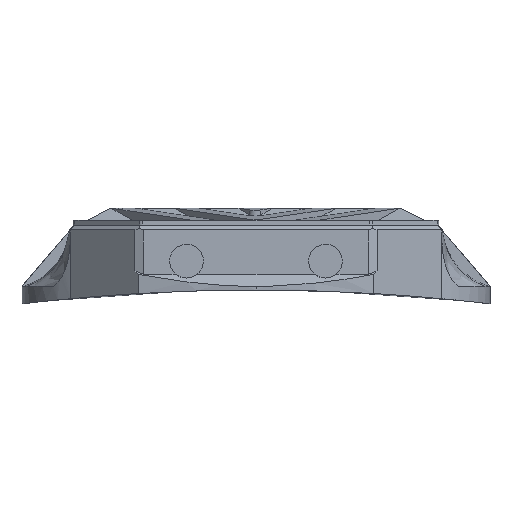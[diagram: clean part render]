
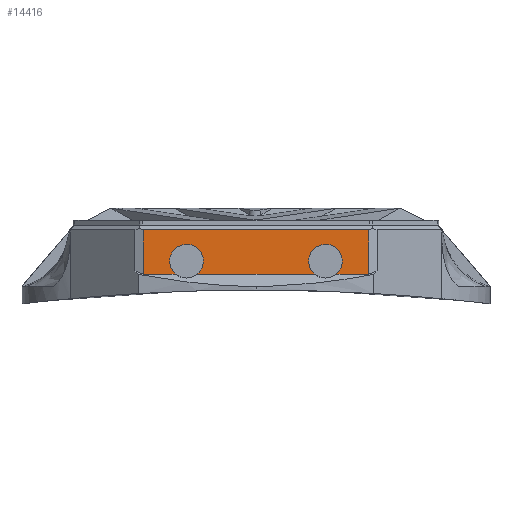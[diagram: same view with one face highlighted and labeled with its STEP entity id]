
A CAD part, front view. The second image highlights one B-rep face of the part: STEP entity #14416.
In plain terms, the highlighted planar face has unit normal (0, -1, 0).
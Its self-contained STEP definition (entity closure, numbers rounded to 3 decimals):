
#920=CIRCLE('',#15258,7.);
#921=CIRCLE('',#15259,7.);
#922=CIRCLE('',#15260,7.);
#923=CIRCLE('',#15261,7.);
#1226=FACE_OUTER_BOUND('',#2041,.T.);
#2041=EDGE_LOOP('',(#9818,#9819,#9820,#9821,#9822,#9823,#9824,#9825,#9826,
#9827));
#3037=LINE('',#19996,#4508);
#3041=LINE('',#20004,#4512);
#3042=LINE('',#20006,#4513);
#3043=LINE('',#20008,#4514);
#3044=LINE('',#20014,#4515);
#3045=LINE('',#20019,#4516);
#4508=VECTOR('',#16305,10.);
#4512=VECTOR('',#16311,10.);
#4513=VECTOR('',#16312,10.);
#4514=VECTOR('',#16313,10.);
#4515=VECTOR('',#16318,10.);
#4516=VECTOR('',#16323,10.);
#5980=VERTEX_POINT('',#19993);
#5981=VERTEX_POINT('',#19995);
#5984=VERTEX_POINT('',#20003);
#5985=VERTEX_POINT('',#20005);
#5986=VERTEX_POINT('',#20007);
#5987=VERTEX_POINT('',#20009);
#5988=VERTEX_POINT('',#20011);
#5989=VERTEX_POINT('',#20013);
#5990=VERTEX_POINT('',#20015);
#5991=VERTEX_POINT('',#20017);
#7487=EDGE_CURVE('',#5980,#5981,#3037,.T.);
#7491=EDGE_CURVE('',#5984,#5980,#3041,.T.);
#7492=EDGE_CURVE('',#5985,#5984,#3042,.T.);
#7493=EDGE_CURVE('',#5986,#5985,#3043,.T.);
#7494=EDGE_CURVE('',#5986,#5987,#920,.T.);
#7495=EDGE_CURVE('',#5987,#5988,#921,.T.);
#7496=EDGE_CURVE('',#5989,#5988,#3044,.T.);
#7497=EDGE_CURVE('',#5989,#5990,#922,.T.);
#7498=EDGE_CURVE('',#5990,#5991,#923,.T.);
#7499=EDGE_CURVE('',#5981,#5991,#3045,.T.);
#9818=ORIENTED_EDGE('',*,*,#7487,.F.);
#9819=ORIENTED_EDGE('',*,*,#7491,.F.);
#9820=ORIENTED_EDGE('',*,*,#7492,.F.);
#9821=ORIENTED_EDGE('',*,*,#7493,.F.);
#9822=ORIENTED_EDGE('',*,*,#7494,.T.);
#9823=ORIENTED_EDGE('',*,*,#7495,.T.);
#9824=ORIENTED_EDGE('',*,*,#7496,.F.);
#9825=ORIENTED_EDGE('',*,*,#7497,.T.);
#9826=ORIENTED_EDGE('',*,*,#7498,.T.);
#9827=ORIENTED_EDGE('',*,*,#7499,.F.);
#13925=PLANE('',#15257);
#14416=ADVANCED_FACE('',(#1226),#13925,.T.);
#15257=AXIS2_PLACEMENT_3D('',#20002,#16309,#16310);
#15258=AXIS2_PLACEMENT_3D('',#20010,#16314,#16315);
#15259=AXIS2_PLACEMENT_3D('',#20012,#16316,#16317);
#15260=AXIS2_PLACEMENT_3D('',#20016,#16319,#16320);
#15261=AXIS2_PLACEMENT_3D('',#20018,#16321,#16322);
#16305=DIRECTION('',(0.,0.,-1.));
#16309=DIRECTION('center_axis',(0.,-1.,0.));
#16310=DIRECTION('ref_axis',(1.,0.,0.));
#16311=DIRECTION('',(1.,0.,0.));
#16312=DIRECTION('',(0.,0.,1.));
#16313=DIRECTION('',(-1.,0.,0.));
#16314=DIRECTION('center_axis',(0.,1.,0.));
#16315=DIRECTION('ref_axis',(1.,0.,0.));
#16316=DIRECTION('center_axis',(0.,1.,0.));
#16317=DIRECTION('ref_axis',(1.,0.,0.));
#16318=DIRECTION('',(-1.,0.,0.));
#16319=DIRECTION('center_axis',(0.,1.,0.));
#16320=DIRECTION('ref_axis',(1.,0.,0.));
#16321=DIRECTION('center_axis',(0.,1.,0.));
#16322=DIRECTION('ref_axis',(1.,0.,0.));
#16323=DIRECTION('',(-1.,0.,0.));
#19993=CARTESIAN_POINT('',(154.357,200.,35.));
#19995=CARTESIAN_POINT('',(154.357,200.,16.5));
#19996=CARTESIAN_POINT('',(154.357,200.,10.));
#20002=CARTESIAN_POINT('Origin',(58.643,200.,10.));
#20003=CARTESIAN_POINT('',(60.643,200.,35.));
#20004=CARTESIAN_POINT('',(83.072,200.,35.));
#20005=CARTESIAN_POINT('',(60.643,200.,16.5));
#20006=CARTESIAN_POINT('',(60.643,200.,10.));
#20007=CARTESIAN_POINT('',(74.313,200.,16.5));
#20008=CARTESIAN_POINT('',(83.072,200.,16.5));
#20009=CARTESIAN_POINT('',(71.643,200.,22.));
#20010=CARTESIAN_POINT('Origin',(78.643,200.,22.));
#20011=CARTESIAN_POINT('',(82.973,200.,16.5));
#20012=CARTESIAN_POINT('Origin',(78.643,200.,22.));
#20013=CARTESIAN_POINT('',(132.027,200.,16.5));
#20014=CARTESIAN_POINT('',(83.072,200.,16.5));
#20015=CARTESIAN_POINT('',(129.357,200.,22.));
#20016=CARTESIAN_POINT('Origin',(136.357,200.,22.));
#20017=CARTESIAN_POINT('',(140.687,200.,16.5));
#20018=CARTESIAN_POINT('Origin',(136.357,200.,22.));
#20019=CARTESIAN_POINT('',(83.072,200.,16.5));
